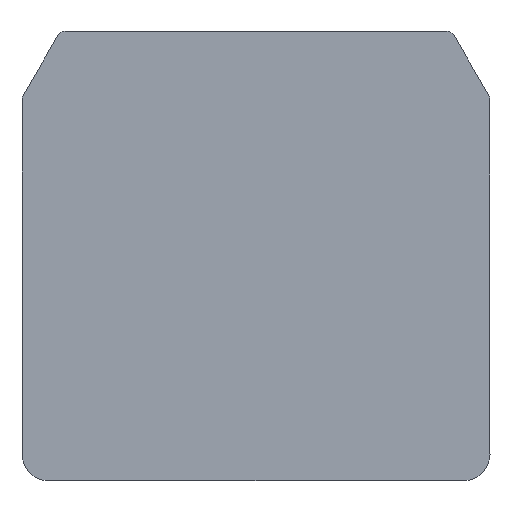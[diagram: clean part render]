
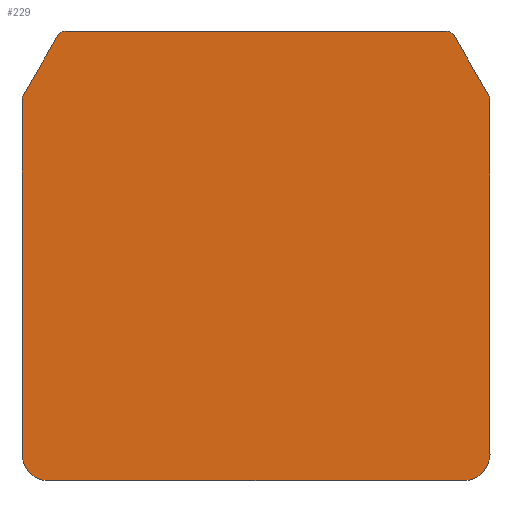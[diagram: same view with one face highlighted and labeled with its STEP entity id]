
A CAD part, top view. The second image highlights one B-rep face of the part: STEP entity #229.
In plain terms, the highlighted planar face has unit normal (0, 0, 1).
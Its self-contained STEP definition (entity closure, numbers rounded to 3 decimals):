
#4 = DIRECTION ( 'NONE',  ( 0., 0., 1. ) ) ;
#5 = CARTESIAN_POINT ( 'NONE',  ( 24.748, 17.082, 1.5 ) ) ;
#8 = ORIENTED_EDGE ( 'NONE', *, *, #467, .T. ) ;
#12 = DIRECTION ( 'NONE',  ( -1., 0., 0. ) ) ;
#14 = DIRECTION ( 'NONE',  ( 0., 0., 1. ) ) ;
#15 = CARTESIAN_POINT ( 'NONE',  ( -22.152, 23.837, 1.5 ) ) ;
#27 = CARTESIAN_POINT ( 'NONE',  ( 25.748, -22.881, 1.5 ) ) ;
#30 = CARTESIAN_POINT ( 'NONE',  ( -27.052, -22.881, 1.5 ) ) ;
#32 = ORIENTED_EDGE ( 'NONE', *, *, #457, .T. ) ;
#35 = DIRECTION ( 'NONE',  ( -1., 0., 0. ) ) ;
#36 = DIRECTION ( 'NONE',  ( 0., 1., 0. ) ) ;
#41 = ORIENTED_EDGE ( 'NONE', *, *, #470, .T. ) ;
#42 = CARTESIAN_POINT ( 'NONE',  ( 20.848, 24.837, 1.5 ) ) ;
#44 = DIRECTION ( 'NONE',  ( -1., 0., 0. ) ) ;
#46 = DIRECTION ( 'NONE',  ( 0., 0., 1. ) ) ;
#48 = CARTESIAN_POINT ( 'NONE',  ( -26.052, 17.082, 1.5 ) ) ;
#54 = ORIENTED_EDGE ( 'NONE', *, *, #418, .F. ) ;
#69 = CARTESIAN_POINT ( 'NONE',  ( 25.748, -22.881, 1.5 ) ) ;
#74 = VERTEX_POINT ( 'NONE', #397 ) ;
#78 = CARTESIAN_POINT ( 'NONE',  ( 22.748, -22.881, 1.5 ) ) ;
#97 = VERTEX_POINT ( 'NONE', #411 ) ;
#100 = CARTESIAN_POINT ( 'NONE',  ( -23.018, 24.337, 1.5 ) ) ;
#103 = DIRECTION ( 'NONE',  ( -1., 0., 0. ) ) ;
#104 = DIRECTION ( 'NONE',  ( 0., 0., -1. ) ) ;
#105 = CARTESIAN_POINT ( 'NONE',  ( -24.052, -22.881, 1.5 ) ) ;
#111 = LINE ( 'NONE', #167, #271 ) ;
#112 = CARTESIAN_POINT ( 'NONE',  ( -24.052, -25.881, 1.5 ) ) ;
#114 = VECTOR ( 'NONE', #35, 1000. ) ;
#116 = DIRECTION ( 'NONE',  ( 0., -1., 0. ) ) ;
#118 = CARTESIAN_POINT ( 'NONE',  ( -27.052, 17.082, 1.5 ) ) ;
#120 = ORIENTED_EDGE ( 'NONE', *, *, #409, .T. ) ;
#123 = DIRECTION ( 'NONE',  ( -0.5, -0.866, 0. ) ) ;
#126 = DIRECTION ( 'NONE',  ( 1., 0., 0. ) ) ;
#127 = DIRECTION ( 'NONE',  ( -1., 0., 0. ) ) ;
#129 = DIRECTION ( 'NONE',  ( -1., 0., 0. ) ) ;
#134 = CIRCLE ( 'NONE', #363, 1. ) ;
#137 = VERTEX_POINT ( 'NONE', #268 ) ;
#138 = CIRCLE ( 'NONE', #371, 3. ) ;
#144 = VERTEX_POINT ( 'NONE', #421 ) ;
#149 = ORIENTED_EDGE ( 'NONE', *, *, #414, .T. ) ;
#153 = VECTOR ( 'NONE', #36, 1000. ) ;
#167 = CARTESIAN_POINT ( 'NONE',  ( 25.614, 17.582, 1.5 ) ) ;
#174 = DIRECTION ( 'NONE',  ( -0.5, 0.866, 0. ) ) ;
#175 = VERTEX_POINT ( 'NONE', #390 ) ;
#176 = VERTEX_POINT ( 'NONE', #432 ) ;
#178 = LINE ( 'NONE', #100, #440 ) ;
#181 = DIRECTION ( 'NONE',  ( 0., 0., -1. ) ) ;
#183 = VERTEX_POINT ( 'NONE', #394 ) ;
#194 = VECTOR ( 'NONE', #126, 1000. ) ;
#196 = VERTEX_POINT ( 'NONE', #377 ) ;
#198 = CARTESIAN_POINT ( 'NONE',  ( 25.748, 17.082, 1.5 ) ) ;
#203 = CIRCLE ( 'NONE', #405, 1. ) ;
#222 = CARTESIAN_POINT ( 'NONE',  ( 22.748, -25.881, 1.5 ) ) ;
#224 = EDGE_CURVE ( 'NONE', #97, #144, #203, .T. ) ;
#229 = ADVANCED_FACE ( 'NONE', ( #295 ), #306, .T. ) ;
#252 = LINE ( 'NONE', #118, #413 ) ;
#268 = CARTESIAN_POINT ( 'NONE',  ( -26.918, 17.582, 1.5 ) ) ;
#271 = VECTOR ( 'NONE', #174, 1000. ) ;
#283 = LINE ( 'NONE', #112, #194 ) ;
#290 = ORIENTED_EDGE ( 'NONE', *, *, #419, .T. ) ;
#295 = FACE_OUTER_BOUND ( 'NONE', #320, .T. ) ;
#303 = DIRECTION ( 'NONE',  ( 1., 0., 0. ) ) ;
#304 = DIRECTION ( 'NONE',  ( 0., 0., 1. ) ) ;
#306 = PLANE ( 'NONE',  #391 ) ;
#307 = CIRCLE ( 'NONE', #362, 1. ) ;
#308 = LINE ( 'NONE', #42, #114 ) ;
#314 = CARTESIAN_POINT ( 'NONE',  ( -22.152, 23.837, 1.5 ) ) ;
#320 = EDGE_LOOP ( 'NONE', ( #370, #32, #476, #149, #332, #340, #54, #290, #325, #8, #41, #120 ) ) ;
#324 = DIRECTION ( 'NONE',  ( -1., 0., 0. ) ) ;
#325 = ORIENTED_EDGE ( 'NONE', *, *, #410, .F. ) ;
#326 = DIRECTION ( 'NONE',  ( 0., 0., -1. ) ) ;
#327 = CARTESIAN_POINT ( 'NONE',  ( 20.848, 23.837, 1.5 ) ) ;
#332 = ORIENTED_EDGE ( 'NONE', *, *, #447, .T. ) ;
#340 = ORIENTED_EDGE ( 'NONE', *, *, #415, .T. ) ;
#352 = LINE ( 'NONE', #27, #153 ) ;
#353 = VERTEX_POINT ( 'NONE', #222 ) ;
#362 = AXIS2_PLACEMENT_3D ( 'NONE', #5, #4, #129 ) ;
#363 = AXIS2_PLACEMENT_3D ( 'NONE', #15, #14, #12 ) ;
#367 = AXIS2_PLACEMENT_3D ( 'NONE', #48, #46, #44 ) ;
#370 = ORIENTED_EDGE ( 'NONE', *, *, #224, .F. ) ;
#371 = AXIS2_PLACEMENT_3D ( 'NONE', #105, #104, #103 ) ;
#372 = AXIS2_PLACEMENT_3D ( 'NONE', #78, #181, #127 ) ;
#377 = CARTESIAN_POINT ( 'NONE',  ( -24.052, -25.881, 1.5 ) ) ;
#386 = VERTEX_POINT ( 'NONE', #198 ) ;
#390 = CARTESIAN_POINT ( 'NONE',  ( -22.152, 24.837, 1.5 ) ) ;
#391 = AXIS2_PLACEMENT_3D ( 'NONE', #314, #304, #303 ) ;
#394 = CARTESIAN_POINT ( 'NONE',  ( 25.614, 17.582, 1.5 ) ) ;
#397 = CARTESIAN_POINT ( 'NONE',  ( -23.018, 24.337, 1.5 ) ) ;
#405 = AXIS2_PLACEMENT_3D ( 'NONE', #327, #326, #324 ) ;
#409 = EDGE_CURVE ( 'NONE', #183, #144, #111, .T. ) ;
#410 = EDGE_CURVE ( 'NONE', #443, #353, #446, .T. ) ;
#411 = CARTESIAN_POINT ( 'NONE',  ( 20.848, 24.837, 1.5 ) ) ;
#413 = VECTOR ( 'NONE', #116, 1000. ) ;
#414 = EDGE_CURVE ( 'NONE', #74, #137, #178, .T. ) ;
#415 = EDGE_CURVE ( 'NONE', #176, #465, #252, .T. ) ;
#418 = EDGE_CURVE ( 'NONE', #196, #465, #138, .T. ) ;
#419 = EDGE_CURVE ( 'NONE', #196, #353, #283, .T. ) ;
#421 = CARTESIAN_POINT ( 'NONE',  ( 21.714, 24.337, 1.5 ) ) ;
#432 = CARTESIAN_POINT ( 'NONE',  ( -27.052, 17.082, 1.5 ) ) ;
#436 = CIRCLE ( 'NONE', #367, 1. ) ;
#440 = VECTOR ( 'NONE', #123, 1000. ) ;
#443 = VERTEX_POINT ( 'NONE', #69 ) ;
#446 = CIRCLE ( 'NONE', #372, 3. ) ;
#447 = EDGE_CURVE ( 'NONE', #137, #176, #436, .T. ) ;
#457 = EDGE_CURVE ( 'NONE', #97, #175, #308, .T. ) ;
#465 = VERTEX_POINT ( 'NONE', #30 ) ;
#467 = EDGE_CURVE ( 'NONE', #443, #386, #352, .T. ) ;
#469 = EDGE_CURVE ( 'NONE', #175, #74, #134, .T. ) ;
#470 = EDGE_CURVE ( 'NONE', #386, #183, #307, .T. ) ;
#476 = ORIENTED_EDGE ( 'NONE', *, *, #469, .T. ) ;
